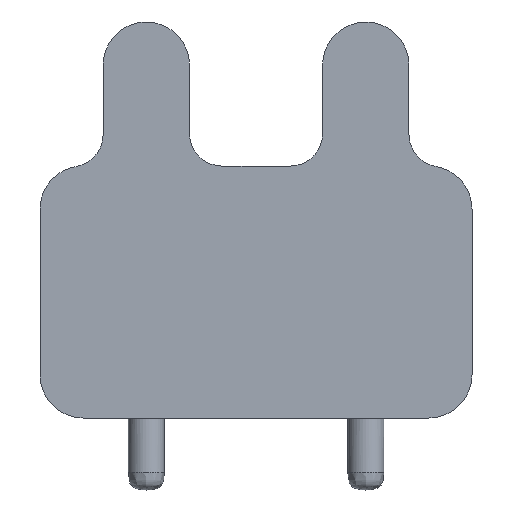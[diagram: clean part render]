
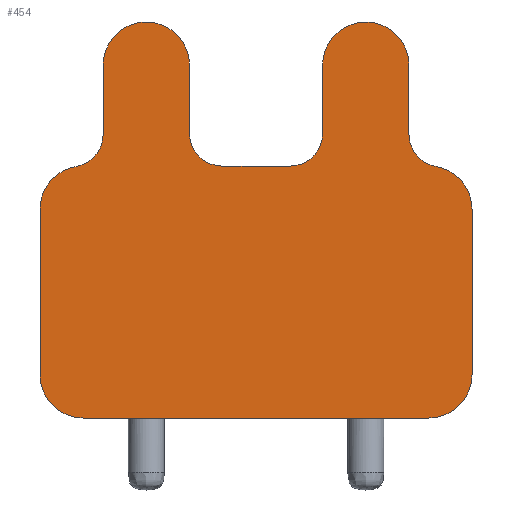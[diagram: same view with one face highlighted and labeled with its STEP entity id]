
A CAD part, left-side view. The second image highlights one B-rep face of the part: STEP entity #454.
In plain terms, the highlighted planar face has unit normal (-1, 0, 0).
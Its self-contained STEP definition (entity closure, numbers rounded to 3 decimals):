
#39=PLANE('',#499);
#60=FACE_OUTER_BOUND('',#88,.T.);
#88=EDGE_LOOP('',(#369,#370,#371,#372,#373,#374,#375,#376,#377,#378,#379,
#380,#381,#382,#383,#384,#385,#386));
#103=LINE('',#672,#139);
#119=LINE('',#1394,#155);
#121=LINE('',#1398,#157);
#123=LINE('',#1402,#159);
#124=LINE('',#1408,#160);
#125=LINE('',#1412,#161);
#126=LINE('',#1415,#162);
#127=LINE('',#1417,#163);
#139=VECTOR('',#535,10.);
#155=VECTOR('',#601,10.);
#157=VECTOR('',#605,10.);
#159=VECTOR('',#609,10.);
#160=VECTOR('',#614,10.);
#161=VECTOR('',#617,10.);
#162=VECTOR('',#620,10.);
#163=VECTOR('',#623,10.);
#172=CIRCLE('',#471,1.2);
#184=CIRCLE('',#486,1.2);
#185=CIRCLE('',#492,0.9);
#186=CIRCLE('',#494,1.2);
#187=CIRCLE('',#496,0.9);
#188=CIRCLE('',#500,1.2);
#189=CIRCLE('',#501,0.9);
#190=CIRCLE('',#502,1.2);
#191=CIRCLE('',#503,0.9);
#192=CIRCLE('',#504,1.2);
#195=VERTEX_POINT('',#662);
#196=VERTEX_POINT('',#664);
#198=VERTEX_POINT('',#670);
#216=VERTEX_POINT('',#710);
#221=VERTEX_POINT('',#1377);
#222=VERTEX_POINT('',#1379);
#223=VERTEX_POINT('',#1383);
#224=VERTEX_POINT('',#1387);
#225=VERTEX_POINT('',#1388);
#226=VERTEX_POINT('',#1393);
#227=VERTEX_POINT('',#1397);
#228=VERTEX_POINT('',#1401);
#229=VERTEX_POINT('',#1403);
#230=VERTEX_POINT('',#1405);
#231=VERTEX_POINT('',#1407);
#232=VERTEX_POINT('',#1409);
#233=VERTEX_POINT('',#1411);
#234=VERTEX_POINT('',#1414);
#237=EDGE_CURVE('',#195,#196,#172,.T.);
#241=EDGE_CURVE('',#195,#198,#103,.T.);
#260=EDGE_CURVE('',#216,#198,#184,.T.);
#271=EDGE_CURVE('',#221,#222,#185,.T.);
#274=EDGE_CURVE('',#221,#223,#186,.T.);
#275=EDGE_CURVE('',#224,#225,#187,.T.);
#278=EDGE_CURVE('',#226,#225,#119,.T.);
#280=EDGE_CURVE('',#227,#222,#121,.T.);
#282=EDGE_CURVE('',#216,#228,#123,.T.);
#283=EDGE_CURVE('',#228,#229,#188,.T.);
#284=EDGE_CURVE('',#230,#229,#189,.T.);
#285=EDGE_CURVE('',#230,#231,#124,.T.);
#286=EDGE_CURVE('',#231,#232,#190,.T.);
#287=EDGE_CURVE('',#232,#233,#125,.T.);
#288=EDGE_CURVE('',#226,#233,#191,.T.);
#289=EDGE_CURVE('',#224,#234,#126,.T.);
#290=EDGE_CURVE('',#234,#227,#192,.T.);
#291=EDGE_CURVE('',#223,#196,#127,.T.);
#369=ORIENTED_EDGE('',*,*,#237,.F.);
#370=ORIENTED_EDGE('',*,*,#241,.T.);
#371=ORIENTED_EDGE('',*,*,#260,.F.);
#372=ORIENTED_EDGE('',*,*,#282,.T.);
#373=ORIENTED_EDGE('',*,*,#283,.T.);
#374=ORIENTED_EDGE('',*,*,#284,.F.);
#375=ORIENTED_EDGE('',*,*,#285,.T.);
#376=ORIENTED_EDGE('',*,*,#286,.T.);
#377=ORIENTED_EDGE('',*,*,#287,.T.);
#378=ORIENTED_EDGE('',*,*,#288,.F.);
#379=ORIENTED_EDGE('',*,*,#278,.T.);
#380=ORIENTED_EDGE('',*,*,#275,.F.);
#381=ORIENTED_EDGE('',*,*,#289,.T.);
#382=ORIENTED_EDGE('',*,*,#290,.T.);
#383=ORIENTED_EDGE('',*,*,#280,.T.);
#384=ORIENTED_EDGE('',*,*,#271,.F.);
#385=ORIENTED_EDGE('',*,*,#274,.T.);
#386=ORIENTED_EDGE('',*,*,#291,.T.);
#454=ADVANCED_FACE('',(#60),#39,.T.);
#471=AXIS2_PLACEMENT_3D('',#665,#528,#529);
#486=AXIS2_PLACEMENT_3D('',#711,#569,#570);
#492=AXIS2_PLACEMENT_3D('',#1380,#585,#586);
#494=AXIS2_PLACEMENT_3D('',#1385,#591,#592);
#496=AXIS2_PLACEMENT_3D('',#1389,#595,#596);
#499=AXIS2_PLACEMENT_3D('',#1400,#607,#608);
#500=AXIS2_PLACEMENT_3D('',#1404,#610,#611);
#501=AXIS2_PLACEMENT_3D('',#1406,#612,#613);
#502=AXIS2_PLACEMENT_3D('',#1410,#615,#616);
#503=AXIS2_PLACEMENT_3D('',#1413,#618,#619);
#504=AXIS2_PLACEMENT_3D('',#1416,#621,#622);
#528=DIRECTION('center_axis',(1.,0.,0.));
#529=DIRECTION('ref_axis',(0.,0.707,-0.707));
#535=DIRECTION('',(0.,-1.,0.));
#569=DIRECTION('center_axis',(1.,0.,0.));
#570=DIRECTION('ref_axis',(0.,-0.707,-0.707));
#585=DIRECTION('center_axis',(-1.,0.,0.));
#586=DIRECTION('ref_axis',(0.,-0.763,-0.646));
#591=DIRECTION('center_axis',(-1.,0.,0.));
#592=DIRECTION('ref_axis',(0.,0.707,0.707));
#595=DIRECTION('center_axis',(-1.,0.,0.));
#596=DIRECTION('ref_axis',(0.,0.707,-0.707));
#601=DIRECTION('',(0.,1.,0.));
#605=DIRECTION('',(0.,0.,-1.));
#607=DIRECTION('center_axis',(-1.,0.,0.));
#608=DIRECTION('ref_axis',(0.,-1.,0.));
#609=DIRECTION('',(0.,0.,1.));
#610=DIRECTION('center_axis',(-1.,0.,0.));
#611=DIRECTION('ref_axis',(0.,-0.707,0.707));
#612=DIRECTION('center_axis',(-1.,0.,0.));
#613=DIRECTION('ref_axis',(0.,0.764,-0.645));
#614=DIRECTION('',(0.,0.,1.));
#615=DIRECTION('center_axis',(-1.,0.,0.));
#616=DIRECTION('ref_axis',(0.,-0.707,0.707));
#617=DIRECTION('',(0.,0.,-1.));
#618=DIRECTION('center_axis',(-1.,0.,0.));
#619=DIRECTION('ref_axis',(0.,-0.707,-0.707));
#620=DIRECTION('',(0.,0.,1.));
#621=DIRECTION('center_axis',(-1.,0.,0.));
#622=DIRECTION('ref_axis',(0.,-0.707,0.707));
#623=DIRECTION('',(0.,0.,-1.));
#662=CARTESIAN_POINT('',(4.575,-4.65,-15.5));
#664=CARTESIAN_POINT('',(4.575,-3.45,-14.3));
#665=CARTESIAN_POINT('Origin',(4.575,-4.65,-14.3));
#670=CARTESIAN_POINT('',(4.575,-14.25,-15.5));
#672=CARTESIAN_POINT('',(4.575,-15.45,-15.5));
#710=CARTESIAN_POINT('',(4.575,-15.45,-14.3));
#711=CARTESIAN_POINT('Origin',(4.575,-14.25,-14.3));
#1377=CARTESIAN_POINT('',(4.575,-4.452,-8.516));
#1379=CARTESIAN_POINT('',(4.575,-5.203,-7.629));
#1380=CARTESIAN_POINT('Origin',(4.575,-4.303,-7.629));
#1383=CARTESIAN_POINT('',(4.575,-3.45,-9.7));
#1385=CARTESIAN_POINT('Origin',(4.575,-4.65,-9.7));
#1387=CARTESIAN_POINT('',(4.575,-7.603,-7.6));
#1388=CARTESIAN_POINT('',(4.575,-8.503,-8.5));
#1389=CARTESIAN_POINT('Origin',(4.575,-8.503,-7.6));
#1393=CARTESIAN_POINT('',(4.575,-10.4,-8.5));
#1394=CARTESIAN_POINT('',(4.575,-15.45,-8.5));
#1397=CARTESIAN_POINT('',(4.575,-5.203,-5.7));
#1398=CARTESIAN_POINT('',(4.575,-5.203,-15.5));
#1400=CARTESIAN_POINT('Origin',(4.575,-3.45,-15.5));
#1401=CARTESIAN_POINT('',(4.575,-15.45,-9.7));
#1402=CARTESIAN_POINT('',(4.575,-15.45,-15.5));
#1403=CARTESIAN_POINT('',(4.575,-14.45,-8.517));
#1404=CARTESIAN_POINT('Origin',(4.575,-14.25,-9.7));
#1405=CARTESIAN_POINT('',(4.575,-13.7,-7.629));
#1406=CARTESIAN_POINT('Origin',(4.575,-14.6,-7.629));
#1407=CARTESIAN_POINT('',(4.575,-13.7,-5.7));
#1408=CARTESIAN_POINT('',(4.575,-13.7,-15.5));
#1409=CARTESIAN_POINT('',(4.575,-11.3,-5.7));
#1410=CARTESIAN_POINT('Origin',(4.575,-12.5,-5.7));
#1411=CARTESIAN_POINT('',(4.575,-11.3,-7.6));
#1412=CARTESIAN_POINT('',(4.575,-11.3,-15.5));
#1413=CARTESIAN_POINT('Origin',(4.575,-10.4,-7.6));
#1414=CARTESIAN_POINT('',(4.575,-7.603,-5.7));
#1415=CARTESIAN_POINT('',(4.575,-7.603,-15.5));
#1416=CARTESIAN_POINT('Origin',(4.575,-6.403,-5.7));
#1417=CARTESIAN_POINT('',(4.575,-3.45,-15.5));
